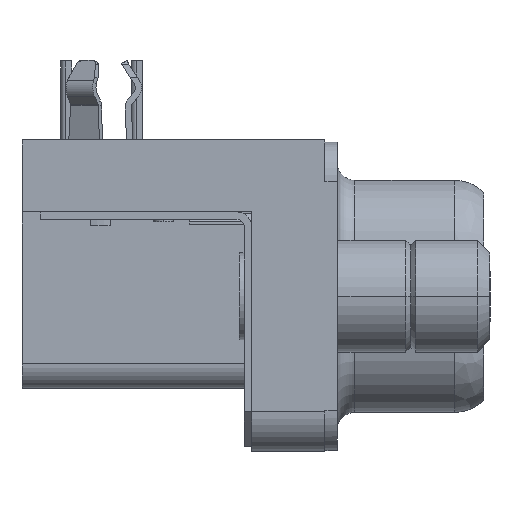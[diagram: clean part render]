
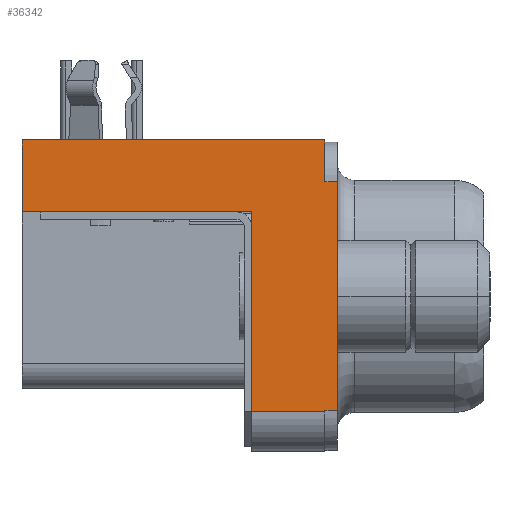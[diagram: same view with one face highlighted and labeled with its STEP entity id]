
A CAD part, left-side view. The second image highlights one B-rep face of the part: STEP entity #36342.
In plain terms, the highlighted planar face has unit normal (-1, 0, 0).
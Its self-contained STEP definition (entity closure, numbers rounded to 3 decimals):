
#1057=DIRECTION('',(0.,0.,1.));
#1058=VECTOR('',#1057,2.9);
#1059=CARTESIAN_POINT('',(-15.405,12.2,-2.9));
#1060=LINE('1449',#1059,#1058);
#5251=DIRECTION('',(0.,1.,0.));
#5252=VECTOR('',#5251,12.2);
#5253=CARTESIAN_POINT('',(-15.405,0.,0.));
#5254=LINE('1459',#5253,#5252);
#5752=DIRECTION('',(0.,0.,1.));
#5753=VECTOR('',#5752,8.05);
#5754=CARTESIAN_POINT('',(-15.405,2.95,-10.95));
#5755=LINE('1454',#5754,#5753);
#8622=DIRECTION('',(0.,0.,1.));
#8623=VECTOR('',#8622,9.22);
#8624=CARTESIAN_POINT('',(-15.405,-0.5,-10.91));
#8625=LINE('2033',#8624,#8623);
#9332=DIRECTION('',(0.,-1.,0.));
#9333=VECTOR('',#9332,0.5);
#9334=CARTESIAN_POINT('',(-15.405,0.,-10.91));
#9335=LINE('2607',#9334,#9333);
#9336=CARTESIAN_POINT('',(-15.405,0.,-10.95));
#9337=CARTESIAN_POINT('',(-15.405,0.,-10.943));
#9338=CARTESIAN_POINT('',(-15.405,0.,-10.93));
#9339=CARTESIAN_POINT('',(-15.405,0.,-10.917));
#9340=CARTESIAN_POINT('',(-15.405,0.,-10.91));
#9342=DIRECTION('',(0.,1.,0.));
#9343=VECTOR('',#9342,2.95);
#9344=CARTESIAN_POINT('',(-15.405,0.,-10.95));
#9345=LINE('2573',#9344,#9343);
#9346=DIRECTION('',(0.,1.,0.));
#9347=VECTOR('',#9346,9.25);
#9348=CARTESIAN_POINT('',(-15.405,2.95,-2.9));
#9349=LINE('1455',#9348,#9347);
#9355=DIRECTION('',(0.,0.,1.));
#9356=VECTOR('',#9355,1.69);
#9357=CARTESIAN_POINT('',(-15.405,0.,-1.69));
#9358=LINE('2571',#9357,#9356);
#9371=DIRECTION('',(0.,-1.,0.));
#9372=VECTOR('',#9371,0.5);
#9373=CARTESIAN_POINT('',(-15.405,0.,-1.69));
#9374=LINE('2608',#9373,#9372);
#19138=CARTESIAN_POINT('',(-15.405,2.95,-10.95));
#19140=VERTEX_POINT('',#19138);
#19145=CARTESIAN_POINT('',(-15.405,12.2,-2.9));
#19146=CARTESIAN_POINT('',(-15.405,12.2,0.));
#19147=VERTEX_POINT('',#19145);
#19148=VERTEX_POINT('',#19146);
#19159=CARTESIAN_POINT('',(-15.405,2.95,-2.9));
#19160=VERTEX_POINT('',#19159);
#19165=CARTESIAN_POINT('',(-15.405,0.,0.));
#19166=VERTEX_POINT('',#19165);
#19982=CARTESIAN_POINT('',(-15.405,-0.5,-10.91));
#19984=VERTEX_POINT('',#19982);
#19985=CARTESIAN_POINT('',(-15.405,-0.5,-1.69));
#19986=VERTEX_POINT('',#19985);
#20598=CARTESIAN_POINT('',(-15.405,0.,-10.95));
#20600=VERTEX_POINT('',#20598);
#20601=VERTEX_POINT('',#9340);
#20602=CARTESIAN_POINT('',(-15.405,0.,-1.69));
#20604=VERTEX_POINT('',#20602);
#36323=CARTESIAN_POINT('',(-15.405,0.,-10.95));
#36324=DIRECTION('',(-1.,0.,0.));
#36325=DIRECTION('',(0.,0.,1.));
#36326=AXIS2_PLACEMENT_3D('',#36323,#36324,#36325);
#36327=PLANE('9',#36326);
#36329=ORIENTED_EDGE('2571',*,*,#36328,.F.);
#36331=ORIENTED_EDGE('2608',*,*,#36330,.T.);
#36332=ORIENTED_EDGE('2033',*,*,#35343,.F.);
#36333=ORIENTED_EDGE('2607',*,*,#36315,.F.);
#36334=ORIENTED_EDGE('2485',*,*,#36313,.F.);
#36335=ORIENTED_EDGE('2573',*,*,#36287,.T.);
#36336=ORIENTED_EDGE('1454',*,*,#31950,.T.);
#36337=ORIENTED_EDGE('1455',*,*,#32704,.T.);
#36338=ORIENTED_EDGE('1449',*,*,#25262,.T.);
#36339=ORIENTED_EDGE('1459',*,*,#31344,.F.);
#36340=EDGE_LOOP('9',(#36329,#36331,#36332,#36333,#36334,#36335,#36336,#36337,
#36338,#36339));
#36341=FACE_OUTER_BOUND('9',#36340,.F.);
#36342=ADVANCED_FACE('9',(#36341),#36327,.T.);
#9341=B_SPLINE_CURVE_WITH_KNOTS('2485',3,(#9336,#9337,#9338,#9339,#9340),
.UNSPECIFIED.,.F.,.F.,(4,1,4),(0.,0.5,1.),.UNSPECIFIED.);
#25262=EDGE_CURVE('1449',#19147,#19148,#1060,.T.);
#31344=EDGE_CURVE('1459',#19166,#19148,#5254,.T.);
#31950=EDGE_CURVE('1454',#19140,#19160,#5755,.T.);
#32704=EDGE_CURVE('1455',#19160,#19147,#9349,.T.);
#35343=EDGE_CURVE('2033',#19984,#19986,#8625,.T.);
#36287=EDGE_CURVE('2573',#20600,#19140,#9345,.T.);
#36313=EDGE_CURVE('2485',#20600,#20601,#9341,.T.);
#36315=EDGE_CURVE('2607',#20601,#19984,#9335,.T.);
#36328=EDGE_CURVE('2571',#20604,#19166,#9358,.T.);
#36330=EDGE_CURVE('2608',#20604,#19986,#9374,.T.);
